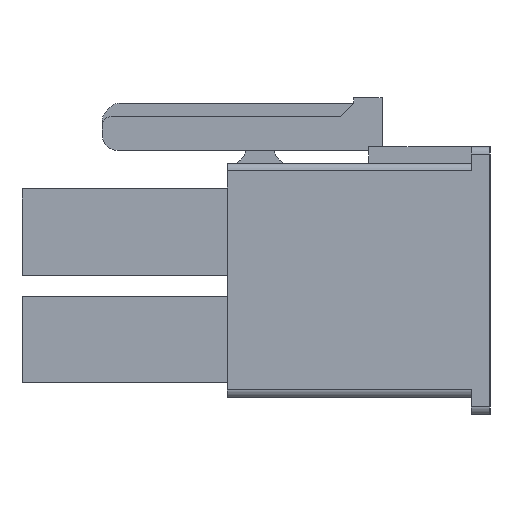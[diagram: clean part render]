
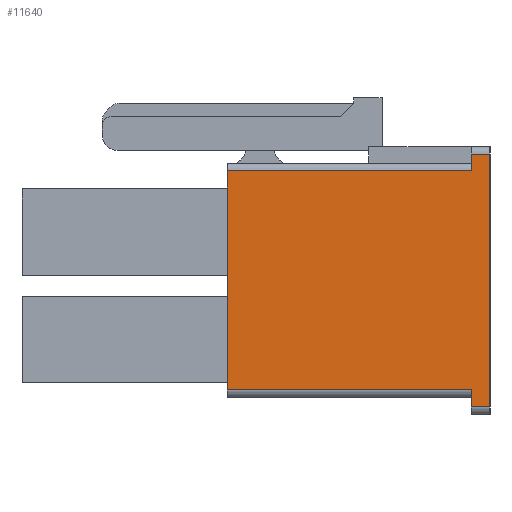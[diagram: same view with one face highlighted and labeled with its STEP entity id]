
A CAD part, left-side view. The second image highlights one B-rep face of the part: STEP entity #11640.
In plain terms, the highlighted planar face has unit normal (-1, 0, 0).
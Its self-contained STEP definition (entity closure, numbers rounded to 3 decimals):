
#1122=ORIENTED_EDGE('',*,*,#4395,.T.);
#1123=ORIENTED_EDGE('',*,*,#4396,.T.);
#1124=ORIENTED_EDGE('',*,*,#4383,.T.);
#1125=ORIENTED_EDGE('',*,*,#4397,.T.);
#1126=ORIENTED_EDGE('',*,*,#4398,.F.);
#1127=ORIENTED_EDGE('',*,*,#4399,.T.);
#1128=ORIENTED_EDGE('',*,*,#3514,.T.);
#1129=ORIENTED_EDGE('',*,*,#4400,.T.);
#3514=EDGE_CURVE('',#5189,#5188,#6233,.T.);
#4383=EDGE_CURVE('',#5956,#5957,#7085,.T.);
#4395=EDGE_CURVE('',#5964,#5965,#7093,.T.);
#4396=EDGE_CURVE('',#5965,#5956,#7094,.T.);
#4397=EDGE_CURVE('',#5957,#5966,#7095,.T.);
#4398=EDGE_CURVE('',#5967,#5966,#7096,.T.);
#4399=EDGE_CURVE('',#5967,#5189,#7097,.T.);
#4400=EDGE_CURVE('',#5188,#5964,#7098,.F.);
#5188=VERTEX_POINT('',#16030);
#5189=VERTEX_POINT('',#16032);
#5956=VERTEX_POINT('',#17814);
#5957=VERTEX_POINT('',#17815);
#5964=VERTEX_POINT('',#17836);
#5965=VERTEX_POINT('',#17837);
#5966=VERTEX_POINT('',#17840);
#5967=VERTEX_POINT('',#17842);
#6233=LINE('',#16031,#7873);
#7085=LINE('',#17813,#8725);
#7093=LINE('',#17835,#8733);
#7094=LINE('',#17838,#8734);
#7095=LINE('',#17839,#8735);
#7096=LINE('',#17841,#8736);
#7097=LINE('',#17843,#8737);
#7098=LINE('',#17844,#8738);
#7873=VECTOR('',#12946,1000.);
#8725=VECTOR('',#14124,1000.);
#8733=VECTOR('',#14144,1000.);
#8734=VECTOR('',#14145,1000.);
#8735=VECTOR('',#14146,1000.);
#8736=VECTOR('',#14147,1000.);
#8737=VECTOR('',#14148,1000.);
#8738=VECTOR('',#14149,1000.);
#9649=EDGE_LOOP('',(#1122,#1123,#1124,#1125,#1126,#1127,#1128,#1129));
#10345=FACE_BOUND('',#9649,.T.);
#10999=PLANE('',#12335);
#11640=ADVANCED_FACE('',(#10345),#10999,.T.);
#12335=AXIS2_PLACEMENT_3D('',#17834,#14142,#14143);
#12946=DIRECTION('',(0.,0.,1.));
#14124=DIRECTION('',(0.,0.,-1.));
#14142=DIRECTION('',(-1.,0.,0.));
#14143=DIRECTION('',(0.,0.,1.));
#14144=DIRECTION('',(0.,0.,-1.));
#14145=DIRECTION('',(0.,1.,0.));
#14146=DIRECTION('',(0.,-1.,0.));
#14147=DIRECTION('',(0.,0.,1.));
#14148=DIRECTION('',(0.,-1.,0.));
#14149=DIRECTION('',(0.,-1.,0.));
#16030=CARTESIAN_POINT('',(-17.425,-14.,6.73));
#16031=CARTESIAN_POINT('',(-17.425,-14.,-6.23));
#16032=CARTESIAN_POINT('',(-17.425,-14.,-6.73));
#17813=CARTESIAN_POINT('',(-17.425,0.,6.23));
#17814=CARTESIAN_POINT('',(-17.425,0.,5.83));
#17815=CARTESIAN_POINT('',(-17.425,0.,-5.83));
#17834=CARTESIAN_POINT('',(-17.425,0.,0.));
#17835=CARTESIAN_POINT('',(-17.425,-13.,7.13));
#17836=CARTESIAN_POINT('',(-17.425,-13.,6.73));
#17837=CARTESIAN_POINT('',(-17.425,-13.,5.83));
#17838=CARTESIAN_POINT('',(-17.425,0.,5.83));
#17839=CARTESIAN_POINT('',(-17.425,0.,-5.83));
#17840=CARTESIAN_POINT('',(-17.425,-13.,-5.83));
#17841=CARTESIAN_POINT('',(-17.425,-13.,-7.13));
#17842=CARTESIAN_POINT('',(-17.425,-13.,-6.73));
#17843=CARTESIAN_POINT('',(-17.425,-14.,-6.73));
#17844=CARTESIAN_POINT('',(-17.425,0.,6.73));
